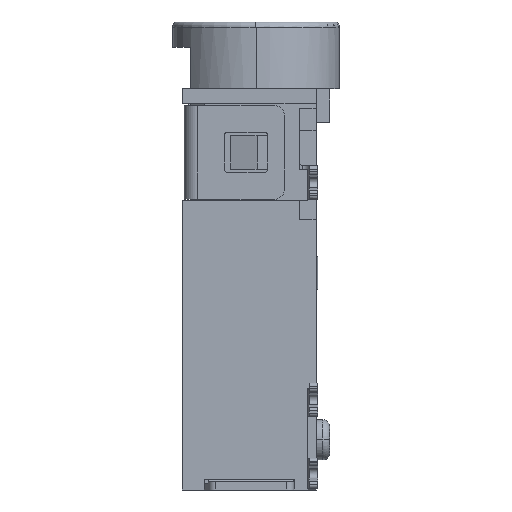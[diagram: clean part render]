
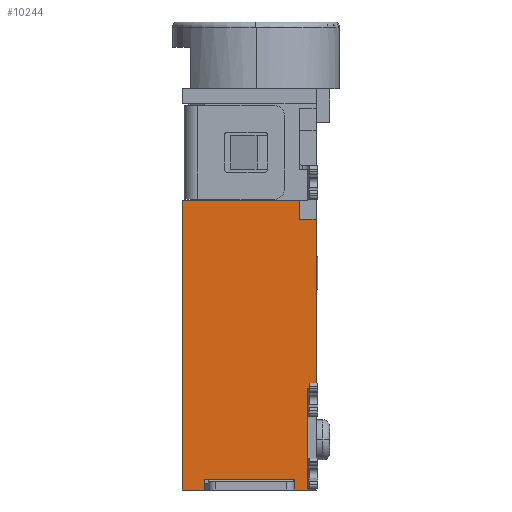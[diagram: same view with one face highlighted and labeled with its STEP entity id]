
A CAD part, left-side view. The second image highlights one B-rep face of the part: STEP entity #10244.
In plain terms, the highlighted planar face has unit normal (-1, 0, 0).
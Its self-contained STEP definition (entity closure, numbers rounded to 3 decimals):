
#191 = CARTESIAN_POINT ( 'NONE',  ( -3.15, 1.55, -12. ) ) ;
#434 = ORIENTED_EDGE ( 'NONE', *, *, #12916, .T. ) ;
#1030 = ORIENTED_EDGE ( 'NONE', *, *, #6443, .F. ) ;
#1372 = VERTEX_POINT ( 'NONE', #18262 ) ;
#1396 = EDGE_CURVE ( 'NONE', #14985, #12925, #16729, .T. ) ;
#1757 = AXIS2_PLACEMENT_3D ( 'NONE', #2057, #14363, #8317 ) ;
#1807 = VECTOR ( 'NONE', #19953, 1000. ) ;
#1972 = VECTOR ( 'NONE', #13211, 1000. ) ;
#2057 = CARTESIAN_POINT ( 'NONE',  ( -3.15, 0.2, -7.675 ) ) ;
#2441 = EDGE_LOOP ( 'NONE', ( #4181, #9604, #1030, #8974, #16314, #17636, #434, #8431, #14362, #18484, #16694, #7317 ) ) ;
#2454 = LINE ( 'NONE', #5936, #17227 ) ;
#3161 = CARTESIAN_POINT ( 'NONE',  ( -3.15, -1.15, -11.7 ) ) ;
#3253 = VECTOR ( 'NONE', #11503, 1000. ) ;
#3444 = VECTOR ( 'NONE', #16220, 1000. ) ;
#3649 = EDGE_CURVE ( 'NONE', #19125, #8283, #2454, .T. ) ;
#3742 = LINE ( 'NONE', #8267, #6095 ) ;
#3920 = CARTESIAN_POINT ( 'NONE',  ( -3.15, -1.8, -8.95 ) ) ;
#4149 = CARTESIAN_POINT ( 'NONE',  ( -3.15, -1.15, -12. ) ) ;
#4181 = ORIENTED_EDGE ( 'NONE', *, *, #12688, .F. ) ;
#4221 = DIRECTION ( 'NONE',  ( 0., 1., 0. ) ) ;
#4320 = LINE ( 'NONE', #14134, #7669 ) ;
#5077 = DIRECTION ( 'NONE',  ( 0., 1., 0. ) ) ;
#5153 = LINE ( 'NONE', #16225, #18217 ) ;
#5936 = CARTESIAN_POINT ( 'NONE',  ( -3.15, 2.2, -3.35 ) ) ;
#6095 = VECTOR ( 'NONE', #5077, 1000. ) ;
#6099 = CARTESIAN_POINT ( 'NONE',  ( -3.15, -1.55, -12. ) ) ;
#6144 = DIRECTION ( 'NONE',  ( 0., 0., -1. ) ) ;
#6443 = EDGE_CURVE ( 'NONE', #12925, #6694, #8516, .T. ) ;
#6694 = VERTEX_POINT ( 'NONE', #18246 ) ;
#7112 = VERTEX_POINT ( 'NONE', #7329 ) ;
#7317 = ORIENTED_EDGE ( 'NONE', *, *, #17396, .F. ) ;
#7329 = CARTESIAN_POINT ( 'NONE',  ( -3.15, 1.55, -11.7 ) ) ;
#7669 = VECTOR ( 'NONE', #12122, 1000. ) ;
#7985 = CARTESIAN_POINT ( 'NONE',  ( -3.15, 1.55, -11.7 ) ) ;
#8241 = CARTESIAN_POINT ( 'NONE',  ( -3.15, -1.55, -8.95 ) ) ;
#8267 = CARTESIAN_POINT ( 'NONE',  ( -3.15, -1.3, -3.35 ) ) ;
#8283 = VERTEX_POINT ( 'NONE', #10445 ) ;
#8317 = DIRECTION ( 'NONE',  ( 0., 1., 0. ) ) ;
#8431 = ORIENTED_EDGE ( 'NONE', *, *, #12532, .T. ) ;
#8516 = LINE ( 'NONE', #19673, #1972 ) ;
#8591 = VERTEX_POINT ( 'NONE', #16057 ) ;
#8974 = ORIENTED_EDGE ( 'NONE', *, *, #1396, .F. ) ;
#8986 = LINE ( 'NONE', #15220, #1807 ) ;
#9433 = VERTEX_POINT ( 'NONE', #3161 ) ;
#9543 = VERTEX_POINT ( 'NONE', #14217 ) ;
#9604 = ORIENTED_EDGE ( 'NONE', *, *, #11626, .F. ) ;
#9892 = EDGE_CURVE ( 'NONE', #9543, #8591, #8986, .T. ) ;
#10244 = ADVANCED_FACE ( 'NONE', ( #11099 ), #12814, .F. ) ;
#10415 = DIRECTION ( 'NONE',  ( 0., 0., 1. ) ) ;
#10445 = CARTESIAN_POINT ( 'NONE',  ( -3.15, 2.2, -12. ) ) ;
#11099 = FACE_OUTER_BOUND ( 'NONE', #2441, .T. ) ;
#11309 = LINE ( 'NONE', #15819, #3444 ) ;
#11503 = DIRECTION ( 'NONE',  ( 0., 0., 1. ) ) ;
#11626 = EDGE_CURVE ( 'NONE', #6694, #12051, #13878, .T. ) ;
#11864 = EDGE_CURVE ( 'NONE', #15363, #8283, #11309, .T. ) ;
#12051 = VERTEX_POINT ( 'NONE', #17037 ) ;
#12122 = DIRECTION ( 'NONE',  ( 0., 1., 0. ) ) ;
#12532 = EDGE_CURVE ( 'NONE', #1372, #19125, #3742, .T. ) ;
#12688 = EDGE_CURVE ( 'NONE', #12051, #9433, #16453, .T. ) ;
#12744 = DIRECTION ( 'NONE',  ( 0., 0., 1. ) ) ;
#12814 = PLANE ( 'NONE',  #1757 ) ;
#12916 = EDGE_CURVE ( 'NONE', #9543, #1372, #5153, .T. ) ;
#12925 = VERTEX_POINT ( 'NONE', #8241 ) ;
#13211 = DIRECTION ( 'NONE',  ( 0., 0., -1. ) ) ;
#13538 = CARTESIAN_POINT ( 'NONE',  ( -3.15, -1.8, -8.95 ) ) ;
#13878 = LINE ( 'NONE', #6099, #15556 ) ;
#14029 = LINE ( 'NONE', #7985, #18614 ) ;
#14134 = CARTESIAN_POINT ( 'NONE',  ( -3.15, -1.15, -11.7 ) ) ;
#14217 = CARTESIAN_POINT ( 'NONE',  ( -3.15, -1.3, -3.9 ) ) ;
#14362 = ORIENTED_EDGE ( 'NONE', *, *, #3649, .T. ) ;
#14363 = DIRECTION ( 'NONE',  ( 1., 0., 0. ) ) ;
#14679 = LINE ( 'NONE', #3920, #3253 ) ;
#14947 = DIRECTION ( 'NONE',  ( 0., 0., -1. ) ) ;
#14985 = VERTEX_POINT ( 'NONE', #19056 ) ;
#15220 = CARTESIAN_POINT ( 'NONE',  ( -3.15, -1.3, -3.9 ) ) ;
#15328 = CARTESIAN_POINT ( 'NONE',  ( -3.15, 2.2, -3.35 ) ) ;
#15363 = VERTEX_POINT ( 'NONE', #191 ) ;
#15556 = VECTOR ( 'NONE', #20239, 1000. ) ;
#15774 = EDGE_CURVE ( 'NONE', #14985, #8591, #14679, .T. ) ;
#15819 = CARTESIAN_POINT ( 'NONE',  ( -3.15, 1.55, -12. ) ) ;
#16057 = CARTESIAN_POINT ( 'NONE',  ( -3.15, -1.8, -3.9 ) ) ;
#16220 = DIRECTION ( 'NONE',  ( 0., 1., 0. ) ) ;
#16225 = CARTESIAN_POINT ( 'NONE',  ( -3.15, -1.3, -3.9 ) ) ;
#16314 = ORIENTED_EDGE ( 'NONE', *, *, #15774, .T. ) ;
#16369 = EDGE_CURVE ( 'NONE', #7112, #15363, #14029, .T. ) ;
#16453 = LINE ( 'NONE', #4149, #17238 ) ;
#16694 = ORIENTED_EDGE ( 'NONE', *, *, #16369, .F. ) ;
#16729 = LINE ( 'NONE', #13538, #18790 ) ;
#17037 = CARTESIAN_POINT ( 'NONE',  ( -3.15, -1.15, -12. ) ) ;
#17227 = VECTOR ( 'NONE', #14947, 1000. ) ;
#17238 = VECTOR ( 'NONE', #10415, 1000. ) ;
#17396 = EDGE_CURVE ( 'NONE', #9433, #7112, #4320, .T. ) ;
#17636 = ORIENTED_EDGE ( 'NONE', *, *, #9892, .F. ) ;
#18217 = VECTOR ( 'NONE', #12744, 1000. ) ;
#18246 = CARTESIAN_POINT ( 'NONE',  ( -3.15, -1.55, -12. ) ) ;
#18262 = CARTESIAN_POINT ( 'NONE',  ( -3.15, -1.3, -3.35 ) ) ;
#18484 = ORIENTED_EDGE ( 'NONE', *, *, #11864, .F. ) ;
#18614 = VECTOR ( 'NONE', #6144, 1000. ) ;
#18790 = VECTOR ( 'NONE', #4221, 1000. ) ;
#19056 = CARTESIAN_POINT ( 'NONE',  ( -3.15, -1.8, -8.95 ) ) ;
#19125 = VERTEX_POINT ( 'NONE', #15328 ) ;
#19673 = CARTESIAN_POINT ( 'NONE',  ( -3.15, -1.55, -8.95 ) ) ;
#19953 = DIRECTION ( 'NONE',  ( 0., -1., 0. ) ) ;
#20239 = DIRECTION ( 'NONE',  ( 0., 1., 0. ) ) ;
